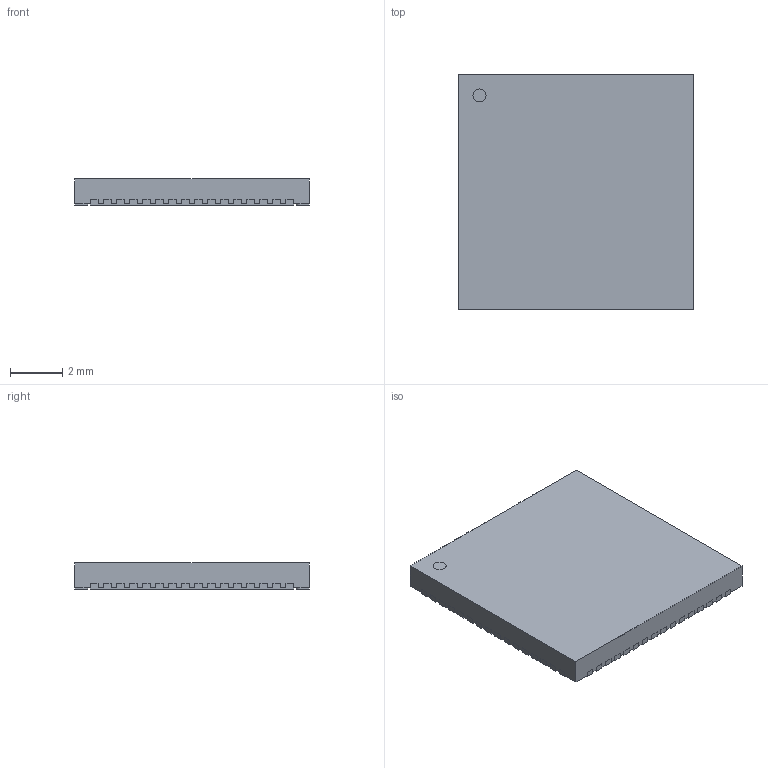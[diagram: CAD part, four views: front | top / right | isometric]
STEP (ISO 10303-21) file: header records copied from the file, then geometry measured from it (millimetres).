
FILE_DESCRIPTION((''),'2;1');
FILE_NAME('QFN50P900X900X100-65N-S735.stp','2013-04-17T09:10:26',(''),(''),'Mechanical Desktop 2011','Mechanical Desktop 2011',', , ');
FILE_SCHEMA(('AUTOMOTIVE_DESIGN { 1 2 10303 214 1 1 1 1 }'));
Length unit declared in the file: millimetre
Products named in the file (1): Product
Bounding box: 9 x 9 x 1 mm (x, y, z)
Volume: 80.1 mm3; surface area: 351.6 mm2
Topology: 67 solids, 67 shells, 659 faces, 1572 edges, 1049 vertices
Faces by surface type: bspline 320, plane 271, cylinder 68
Entity records: 19742 total; most frequent: CARTESIAN_POINT 5137, ORIENTED_EDGE 3144, DIRECTION 2516, EDGE_CURVE 1572, VECTOR 1308, LINE 1308, VERTEX_POINT 1048, EDGE_LOOP 660
